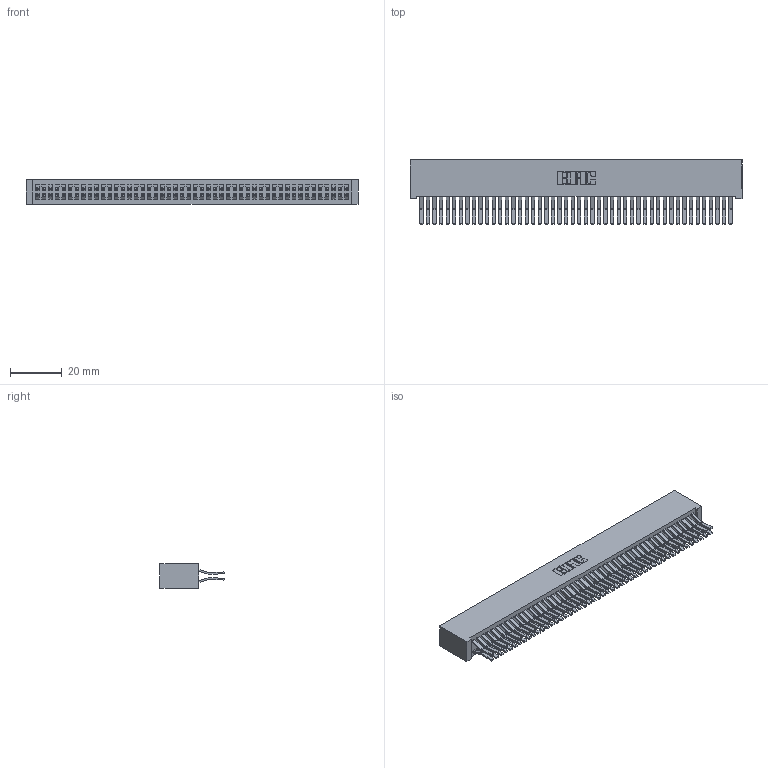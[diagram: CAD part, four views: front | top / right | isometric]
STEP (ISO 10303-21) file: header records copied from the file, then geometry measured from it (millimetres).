
FILE_DESCRIPTION (( 'STEP AP203' ), '1' );
FILE_NAME ('342-096-560-201.STEP', '2018-08-14T03:31:03', ( '' ), ( '' ), 'SwSTEP 2.0', 'SolidWorks 2016', '' );
FILE_SCHEMA (( 'CONFIG_CONTROL_DESIGN' ));
Length unit declared in the file: inch
Products named in the file (3): 342 Part_Lugless; 345-292-001_560 Tail; 342-096-560-201
Assembly tree (97 placements, depth 2):
  342-096-560-201
    342 Part_Lugless
    345-292-001_560 Tail  x96
Bounding box: 128.17 x 24.78 x 9.4 mm (x, y, z)
Volume: 12614.1 mm3; surface area: 22638 mm2
Topology: 97 solids, 97 shells, 5286 faces, 15731 edges, 10358 vertices
Faces by surface type: plane 3518, cylinder 1768
Entity records: 29783 total; most frequent: CARTESIAN_POINT 4926, ORIENTED_EDGE 4862, DIRECTION 4195, EDGE_CURVE 2431, LINE 2307, VECTOR 2307, VERTEX_POINT 1618, AXIS2_PLACEMENT_3D 944
